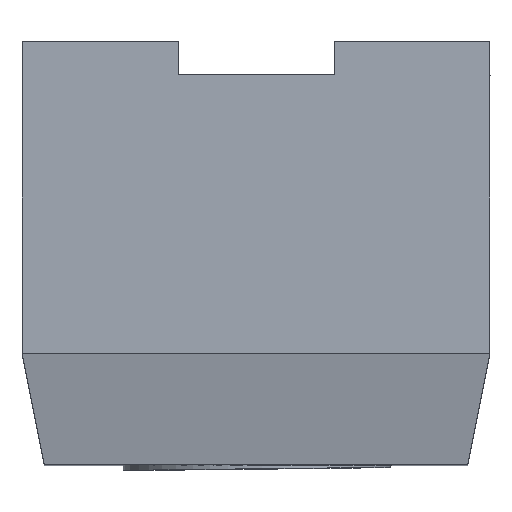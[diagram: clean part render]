
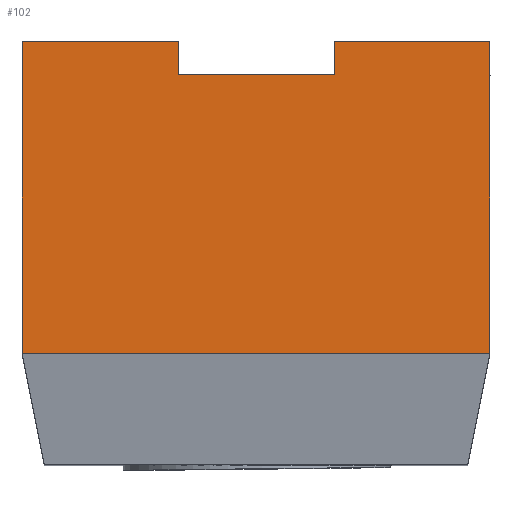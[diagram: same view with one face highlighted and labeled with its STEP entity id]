
A CAD part, top view. The second image highlights one B-rep face of the part: STEP entity #102.
In plain terms, the highlighted planar face has unit normal (0, 0, 1).
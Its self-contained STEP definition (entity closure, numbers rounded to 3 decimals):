
#102=ADVANCED_FACE('',(#166),#1022,.T.);
#166=FACE_OUTER_BOUND('',#230,.T.);
#230=EDGE_LOOP('',(#422,#423,#424,#425,#426,#427,#428,#429));
#422=ORIENTED_EDGE('',*,*,#653,.T.);
#423=ORIENTED_EDGE('',*,*,#654,.T.);
#424=ORIENTED_EDGE('',*,*,#655,.T.);
#425=ORIENTED_EDGE('',*,*,#656,.T.);
#426=ORIENTED_EDGE('',*,*,#657,.T.);
#427=ORIENTED_EDGE('',*,*,#658,.T.);
#428=ORIENTED_EDGE('',*,*,#659,.T.);
#429=ORIENTED_EDGE('',*,*,#660,.T.);
#653=EDGE_CURVE('',#938,#939,#821,.T.);
#654=EDGE_CURVE('',#939,#940,#822,.T.);
#655=EDGE_CURVE('',#940,#941,#823,.T.);
#656=EDGE_CURVE('',#941,#942,#824,.T.);
#657=EDGE_CURVE('',#942,#943,#825,.T.);
#658=EDGE_CURVE('',#943,#944,#826,.T.);
#659=EDGE_CURVE('',#944,#945,#827,.T.);
#660=EDGE_CURVE('',#945,#938,#828,.T.);
#821=B_SPLINE_CURVE_WITH_KNOTS('',1,(#1598,#1599),.UNSPECIFIED.,.F.,.F.,
(2,2),(0.,1.4),.UNSPECIFIED.);
#822=B_SPLINE_CURVE_WITH_KNOTS('',1,(#1600,#1601),.UNSPECIFIED.,.F.,.F.,
(2,2),(0.,0.3),.UNSPECIFIED.);
#823=B_SPLINE_CURVE_WITH_KNOTS('',1,(#1602,#1603),.UNSPECIFIED.,.F.,.F.,
(2,2),(0.,1.4),.UNSPECIFIED.);
#824=B_SPLINE_CURVE_WITH_KNOTS('',1,(#1604,#1605),.UNSPECIFIED.,.F.,.F.,
(2,2),(0.,0.3),.UNSPECIFIED.);
#825=B_SPLINE_CURVE_WITH_KNOTS('',1,(#1606,#1607),.UNSPECIFIED.,.F.,.F.,
(2,2),(0.,1.4),.UNSPECIFIED.);
#826=B_SPLINE_CURVE_WITH_KNOTS('',1,(#1608,#1609),.UNSPECIFIED.,.F.,.F.,
(2,2),(0.,2.8),.UNSPECIFIED.);
#827=B_SPLINE_CURVE_WITH_KNOTS('',1,(#1610,#1611),.UNSPECIFIED.,.F.,.F.,
(2,2),(0.,4.2),.UNSPECIFIED.);
#828=B_SPLINE_CURVE_WITH_KNOTS('',1,(#1612,#1613),.UNSPECIFIED.,.F.,.F.,
(2,2),(0.,2.8),.UNSPECIFIED.);
#938=VERTEX_POINT('',#1528);
#939=VERTEX_POINT('',#1529);
#940=VERTEX_POINT('',#1530);
#941=VERTEX_POINT('',#1531);
#942=VERTEX_POINT('',#1532);
#943=VERTEX_POINT('',#1533);
#944=VERTEX_POINT('',#1534);
#945=VERTEX_POINT('',#1535);
#1022=PLANE('',#1098);
#1098=AXIS2_PLACEMENT_3D('',#1482,#1157,$);
#1157=DIRECTION('',(0.,0.,1.));
#1482=CARTESIAN_POINT('',(-0.421,0.719,4.2));
#1528=CARTESIAN_POINT('',(4.2,3.8,4.2));
#1529=CARTESIAN_POINT('',(2.8,3.8,4.2));
#1530=CARTESIAN_POINT('',(2.8,3.5,4.2));
#1531=CARTESIAN_POINT('',(1.4,3.5,4.2));
#1532=CARTESIAN_POINT('',(1.4,3.8,4.2));
#1533=CARTESIAN_POINT('',(0.,3.8,4.2));
#1534=CARTESIAN_POINT('',(0.,1.,4.2));
#1535=CARTESIAN_POINT('',(4.2,1.,4.2));
#1598=CARTESIAN_POINT('',(4.2,3.8,4.2));
#1599=CARTESIAN_POINT('',(2.8,3.8,4.2));
#1600=CARTESIAN_POINT('',(2.8,3.8,4.2));
#1601=CARTESIAN_POINT('',(2.8,3.5,4.2));
#1602=CARTESIAN_POINT('',(2.8,3.5,4.2));
#1603=CARTESIAN_POINT('',(1.4,3.5,4.2));
#1604=CARTESIAN_POINT('',(1.4,3.5,4.2));
#1605=CARTESIAN_POINT('',(1.4,3.8,4.2));
#1606=CARTESIAN_POINT('',(1.4,3.8,4.2));
#1607=CARTESIAN_POINT('',(0.,3.8,4.2));
#1608=CARTESIAN_POINT('',(0.,3.8,4.2));
#1609=CARTESIAN_POINT('',(0.,1.,4.2));
#1610=CARTESIAN_POINT('',(0.,1.,4.2));
#1611=CARTESIAN_POINT('',(4.2,1.,4.2));
#1612=CARTESIAN_POINT('',(4.2,1.,4.2));
#1613=CARTESIAN_POINT('',(4.2,3.8,4.2));
